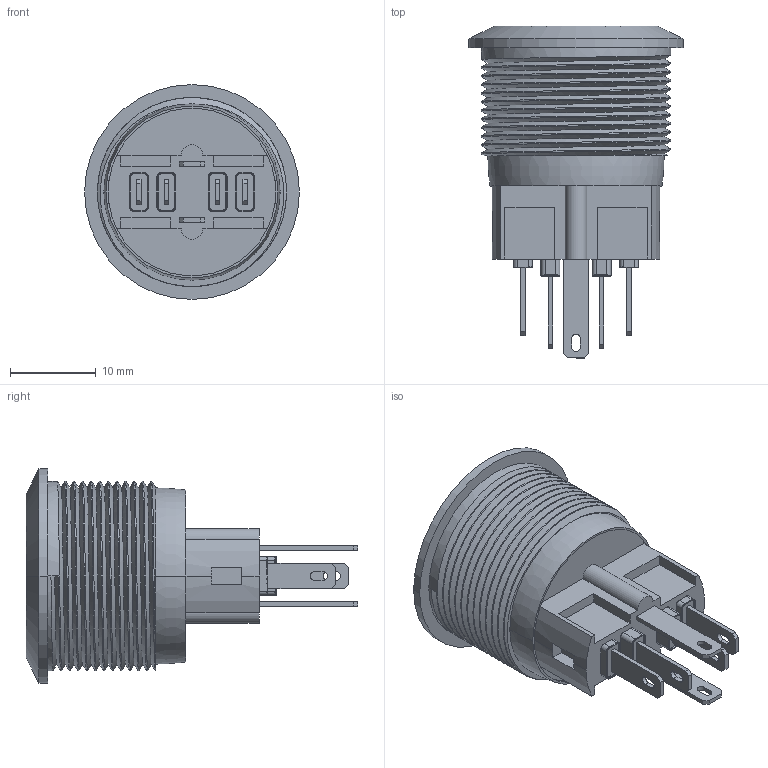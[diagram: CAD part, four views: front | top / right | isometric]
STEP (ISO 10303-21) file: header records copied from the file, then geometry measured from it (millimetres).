
FILE_DESCRIPTION (( 'STEP AP203' ), '1' );
FILE_NAME ('22mm Button.STEP', '2022-04-29T12:51:35', ( '' ), ( '' ), 'SwSTEP 2.0', 'SolidWorks 2020', '' );
FILE_SCHEMA (( 'CONFIG_CONTROL_DESIGN' ));
Length unit declared in the file: millimetre
Products named in the file (1): 22mm Button
Bounding box: 25 x 38.6 x 25 mm (x, y, z)
Volume: 7991.1 mm3; surface area: 4975.7 mm2
Topology: 3 solids, 3 shells, 327 faces, 793 edges, 483 vertices
Faces by surface type: cylinder 137, plane 132, torus 54, bspline 2, cone 2
Entity records: 10896 total; most frequent: CARTESIAN_POINT 3102, DIRECTION 1675, ORIENTED_EDGE 1586, EDGE_CURVE 793, AXIS2_PLACEMENT_3D 611, VERTEX_POINT 483, LINE 453, VECTOR 453
